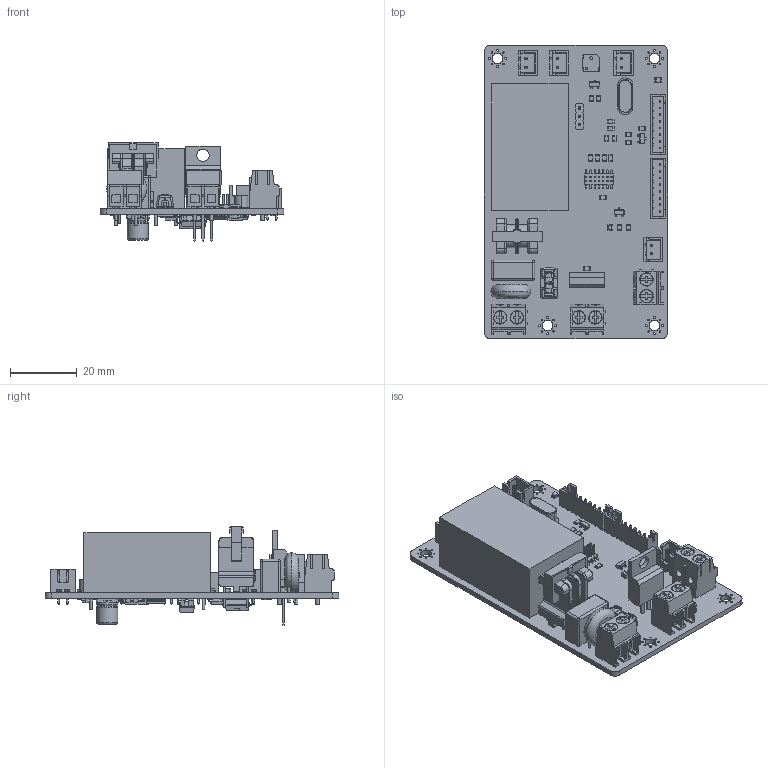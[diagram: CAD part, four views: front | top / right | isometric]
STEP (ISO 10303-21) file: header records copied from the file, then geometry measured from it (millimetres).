
FILE_DESCRIPTION(('KiCad electronic assembly'),'2;1');
FILE_NAME('pcb-heater.step','2023-01-30T01:11:45',('Pcbnew'),('Kicad'), 'Open CASCADE STEP processor 7.6','KiCad to STEP converter','Unknown' );
FILE_SCHEMA(('AUTOMOTIVE_DESIGN { 1 0 10303 214 1 1 1 1 }'));
Length unit declared in the file: millimetre
Products named in the file (54): pcb-heater 1; TerminalBlock_Phoenix_PT-1,5-2-5.0-H_1x02_P5.00mm_Horizontal; SOLID; R_0805_2012Metric; C_0805_2012Metric; JST_XH_B2B-XH-A_1x02_P2.50mm_Vertical; Crystal_HC49-4H_Vertical; SOT-23; PinHeader_2x07_P1.27mm_Vertical_SMD; Hi-Link_HLK_5W; COMPOUND; PinHeader_1x03_P2.54mm_Vertical; L_Commonmode_7x8mm; JST_PH_B8B-PH-K_1x08_P2.00mm_Vertical; L_0805_2012Metric; LED_0805_2012Metric; SMD-fuse-holder-for-1808-fuse_with_fuse; Buzzer_5020; TO-220-3_Vertical; RV_Disc_D12mm_W4.2mm_P7.5mm; C_Rect_L13.0mm_W6.0mm_P10.00mm_FKS3_FKP3_MKS4; fuse_smd1812; SMD-4; SOIC-8_3.9x4.9mm_P1.27mm; R_1206_3216Metric; LQFP-64_10x10mm_P0.5mm; CP_Elec_6.3x7.7; SOT-223; DIP-6_W8.89mm_SMDSocket; pcb-heater PCB
Assembly tree (92 placements, depth 3):
  pcb-heater 1
    TerminalBlock_Phoenix_PT-1,5-2-5.0-H_1x02_P5.00mm_Horizontal  x3
      SOLID
    R_0805_2012Metric  x20
      SOLID
    C_0805_2012Metric  x11
      SOLID
    JST_XH_B2B-XH-A_1x02_P2.50mm_Vertical  x4
      SOLID
    Crystal_HC49-4H_Vertical
      SOLID
    SOT-23  x4
      SOLID
    PinHeader_2x07_P1.27mm_Vertical_SMD
      SOLID
    Hi-Link_HLK_5W
      COMPOUND
    PinHeader_1x03_P2.54mm_Vertical
      SOLID
    L_Commonmode_7x8mm
      COMPOUND
    JST_PH_B8B-PH-K_1x08_P2.00mm_Vertical  x2
      SOLID
    L_0805_2012Metric
      SOLID
    LED_0805_2012Metric
      SOLID
    SMD-fuse-holder-for-1808-fuse_with_fuse
      COMPOUND
    Buzzer_5020
      SOLID
    TO-220-3_Vertical
      SOLID
    RV_Disc_D12mm_W4.2mm_P7.5mm
      SOLID
    C_Rect_L13.0mm_W6.0mm_P10.00mm_FKS3_FKP3_MKS4
      SOLID
    fuse_smd1812
      SOLID
    SMD-4
      COMPOUND
    SOIC-8_3.9x4.9mm_P1.27mm
      SOLID
    R_1206_3216Metric  x2
      SOLID
    LQFP-64_10x10mm_P0.5mm
      SOLID
    CP_Elec_6.3x7.7
      SOLID
    SOT-223
      SOLID
    DIP-6_W8.89mm_SMDSocket
      SOLID
    pcb-heater PCB
Bounding box: 55 x 88 x 29.5 mm (x, y, z)
Volume: 30435.4 mm3; surface area: 26135.5 mm2
Topology: 81 solids, 84 shells, 5282 faces, 13815 edges, 8823 vertices
Faces by surface type: bspline 5186, cylinder 90, plane 6
Full cylindrical faces by diameter (mm): 0.5 x32, 0.7 x2, 0.75 x16, 0.8 x2, 1 x17, 1.1 x3, 1.2 x4, 1.3 x6, 3.2 x4
Entity records: 231037 total; most frequent: CARTESIAN_POINT 92307, B_SPLINE_CURVE_WITH_KNOTS 23762, ORIENTED_EDGE 18200, PCURVE 18200, DEFINITIONAL_REPRESENTATION 18200, EDGE_CURVE 9102, SURFACE_CURVE 8971, VERTEX_POINT 5793
